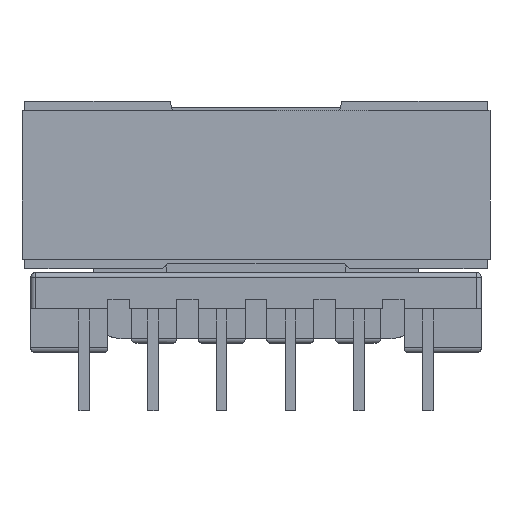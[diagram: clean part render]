
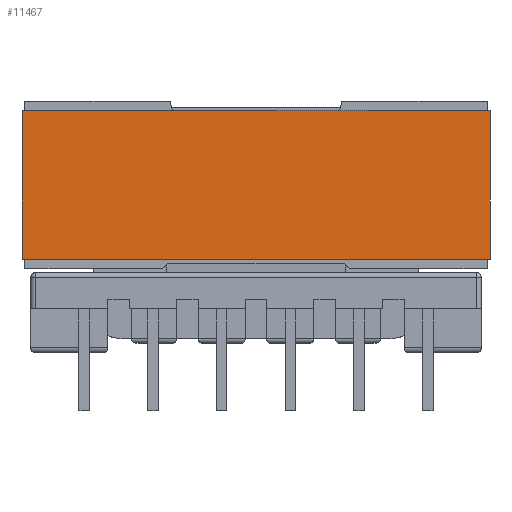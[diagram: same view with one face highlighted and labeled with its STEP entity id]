
A CAD part, left-side view. The second image highlights one B-rep face of the part: STEP entity #11467.
In plain terms, the highlighted planar face has unit normal (-1, 0, 0).
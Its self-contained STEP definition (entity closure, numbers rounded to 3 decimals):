
#367=PLANE('',#12173);
#2715=ORIENTED_EDGE('',*,*,#4072,.F.);
#2716=ORIENTED_EDGE('',*,*,#4073,.F.);
#2717=ORIENTED_EDGE('',*,*,#4074,.T.);
#2718=ORIENTED_EDGE('',*,*,#4070,.T.);
#4070=EDGE_CURVE('',#4852,#4851,#5678,.T.);
#4072=EDGE_CURVE('',#4853,#4851,#5680,.T.);
#4073=EDGE_CURVE('',#4854,#4853,#5681,.T.);
#4074=EDGE_CURVE('',#4854,#4852,#5682,.T.);
#4851=VERTEX_POINT('',#16844);
#4852=VERTEX_POINT('',#16846);
#4853=VERTEX_POINT('',#16850);
#4854=VERTEX_POINT('',#16852);
#5678=LINE('',#16845,#6556);
#5680=LINE('',#16849,#6558);
#5681=LINE('',#16851,#6559);
#5682=LINE('',#16853,#6560);
#6556=VECTOR('',#14271,1000.);
#6558=VECTOR('',#14275,1000.);
#6559=VECTOR('',#14276,1000.);
#6560=VECTOR('',#14277,1000.);
#7109=EDGE_LOOP('',(#2715,#2716,#2717,#2718));
#7589=FACE_BOUND('',#7109,.T.);
#11467=ADVANCED_FACE('',(#7589),#367,.T.);
#12173=AXIS2_PLACEMENT_3D('',#16848,#14273,#14274);
#14271=DIRECTION('',(0.,1.,0.));
#14273=DIRECTION('',(-1.,0.,0.));
#14274=DIRECTION('',(0.,0.,1.));
#14275=DIRECTION('',(0.,0.,1.));
#14276=DIRECTION('',(0.,1.,0.));
#14277=DIRECTION('',(0.,0.,1.));
#16844=CARTESIAN_POINT('',(-32.31,13.43,-0.165));
#16845=CARTESIAN_POINT('',(-32.31,5.17,-0.165));
#16846=CARTESIAN_POINT('',(-32.31,5.17,-0.165));
#16848=CARTESIAN_POINT('',(-32.31,5.17,-0.165));
#16849=CARTESIAN_POINT('',(-32.31,13.43,-0.165));
#16850=CARTESIAN_POINT('',(-32.31,13.43,-26.135));
#16851=CARTESIAN_POINT('',(-32.31,5.17,-26.135));
#16852=CARTESIAN_POINT('',(-32.31,5.17,-26.135));
#16853=CARTESIAN_POINT('',(-32.31,5.17,-0.165));
